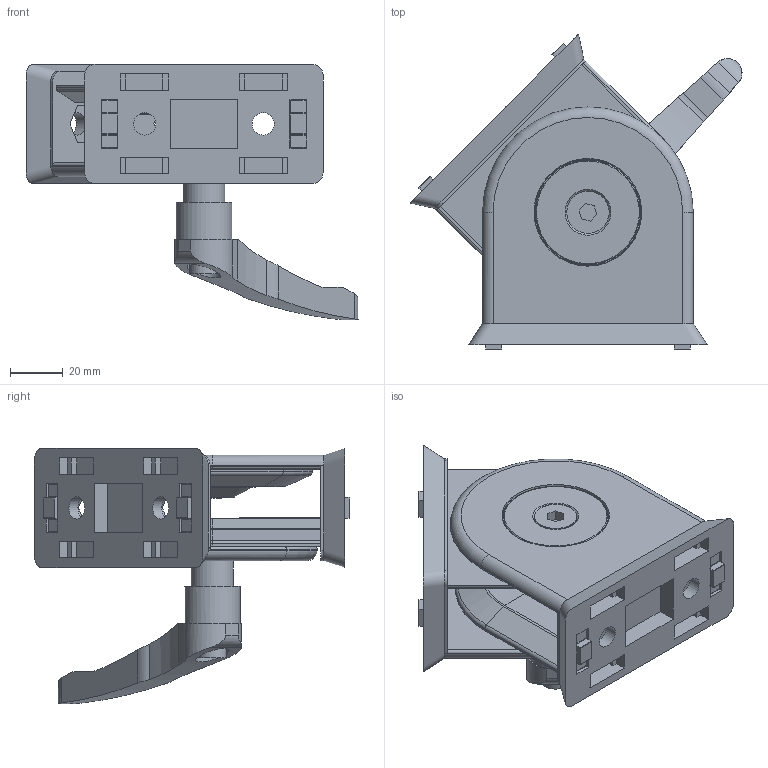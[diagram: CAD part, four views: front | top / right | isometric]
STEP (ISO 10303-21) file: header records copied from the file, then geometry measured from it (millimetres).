
FILE_DESCRIPTION( ( 'STEP AP214' ), '1' );
FILE_NAME( '093GF4590AN(-45).stp', '2020-06-10T12:27:03', ( 'License CC BY-ND 4.0' ), ( 'CADENAS' ), ' ', 'PARTsolutions', ' ' );
FILE_SCHEMA( ( 'AUTOMOTIVE_DESIGN { 1 0 10303 214 1 1 1 1 }' ) );
Length unit declared in the file: millimetre
Products named in the file (7): 093GF4590AN(-45); _093GF4590AN(-45)_b1; _093GF4590AN(-45)_b5; _093GF4590AN(-45)_b3; _093GF4590AN(-45)_b4; _093GF4590AN(-45)_b2; _093GF4590AN(-45)_b6
Assembly tree (12 placements, depth 2):
  093GF4590AN(-45)
    _093GF4590AN(-45)_b1  x2
    _093GF4590AN(-45)_b5  x4
    _093GF4590AN(-45)_b3  x2
    _093GF4590AN(-45)_b4  x2
    _093GF4590AN(-45)_b2
    _093GF4590AN(-45)_b6
Bounding box: 125.36 x 118.98 x 96.4 mm (x, y, z)
Volume: 186138 mm3; surface area: 96148 mm2
Topology: 12 solids, 12 shells, 685 faces, 1765 edges, 1161 vertices
Faces by surface type: plane 395, cylinder 217, cone 37, torus 34, bspline 2
Full cylindrical faces by diameter (mm): 2 x4, 6.647 x2, 7 x1, 8 x1, 8.02 x1, 8.4 x4, 9 x2, 10.6 x1, 12.74 x1, 16 x1, 16.02 x1, 20 x2, 21 x1, 28 x2, 40 x2, 69.6 x2, 70 x2
Entity records: 13778 total; most frequent: CARTESIAN_POINT 2277, DIRECTION 1808, ORIENTED_EDGE 1700, EDGE_CURVE 850, AXIS2_PLACEMENT_3D 648, VERTEX_POINT 583, LINE 512, VECTOR 512
